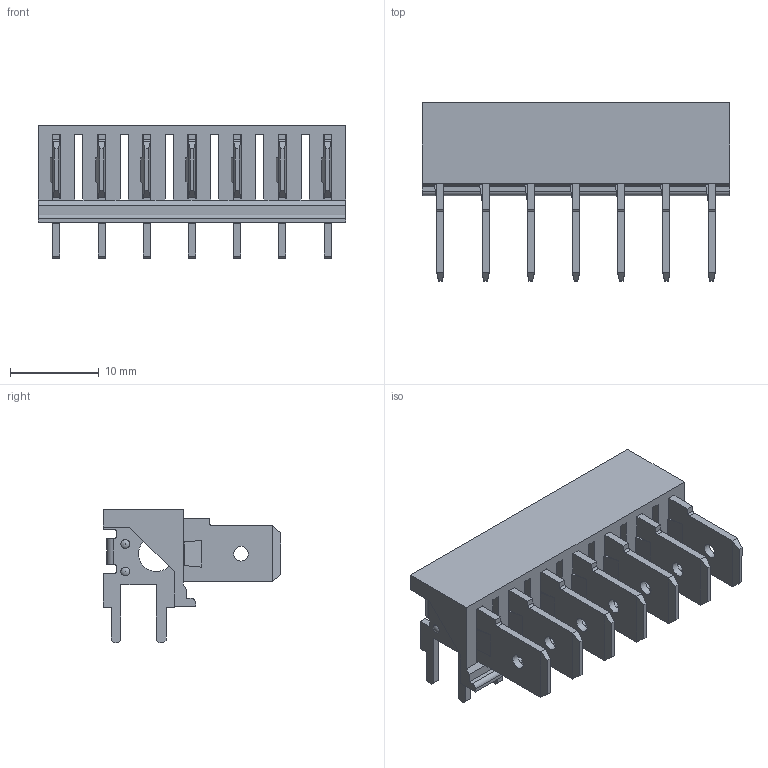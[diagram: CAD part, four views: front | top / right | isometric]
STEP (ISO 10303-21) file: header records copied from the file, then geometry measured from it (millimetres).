
FILE_DESCRIPTION(/* description */ ('Unknown'),/* implementation_level */ '2;1');
FILE_NAME(/* name */ 'J_Wurth_WR-FAST_638263122007',/* time_stamp */ '2025-06-19T09:34:44+08:00',/* author */ ('Unknown'),/* organization */ ('Unknown'),/* preprocessor_version */ 'ST-DEVELOPER v19.4',/* originating_system */ 'Solid Edge',/* authorisation */ 'Unknown');
FILE_SCHEMA (('AUTOMOTIVE_DESIGN {1 0 10303 214 3 1 1}'));
Length unit declared in the file: millimetre
Products named in the file (2): J_Wurth_WR-FAST_638263122007
Assembly tree (1 placements, depth 2):
  J_Wurth_WR-FAST_638263122007
    J_Wurth_WR-FAST_638263122007
Bounding box: 34.6 x 20 x 15 mm (x, y, z)
Volume: 1878.9 mm3; surface area: 4466.9 mm2
Topology: 1 solids, 1 shells, 531 faces, 1569 edges, 1000 vertices
Faces by surface type: plane 411, cylinder 78, cone 28, torus 14
Full cylindrical faces by diameter (mm): 1.65 x7, 4 x7
Entity records: 20834 total; most frequent: CARTESIAN_POINT 3018, ORIENTED_EDGE 2998, DIRECTION 2749, EDGE_CURVE 1499, LINE 1315, VECTOR 1315, VERTEX_POINT 986, AXIS2_PLACEMENT_3D 717
